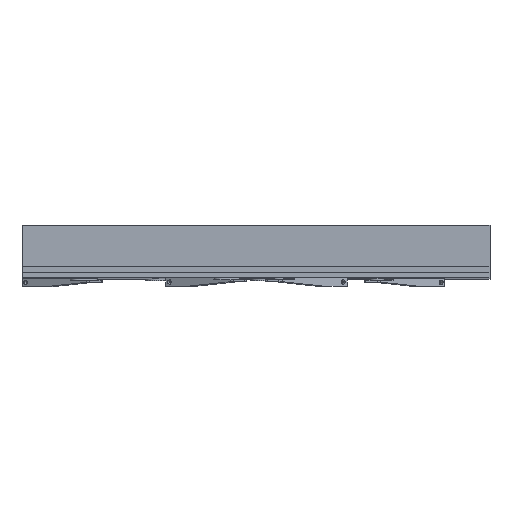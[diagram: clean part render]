
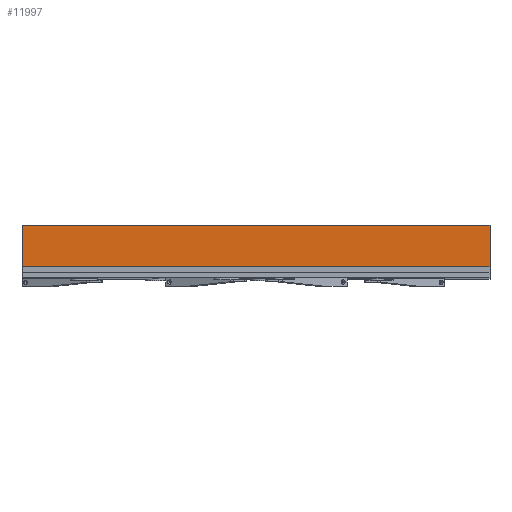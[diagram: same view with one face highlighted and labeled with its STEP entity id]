
A CAD part, top view. The second image highlights one B-rep face of the part: STEP entity #11997.
In plain terms, the highlighted planar face has unit normal (0, 0, 1).
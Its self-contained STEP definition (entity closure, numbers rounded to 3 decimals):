
#1093=PLANE('',#13063);
#1594=FACE_OUTER_BOUND('',#2435,.T.);
#2435=EDGE_LOOP('',(#10142,#10143,#10144,#10145));
#3554=LINE('',#21004,#4626);
#3555=LINE('',#21007,#4627);
#3556=LINE('',#21009,#4628);
#3557=LINE('',#21010,#4629);
#4626=VECTOR('',#15595,10.);
#4627=VECTOR('',#15598,10.);
#4628=VECTOR('',#15599,10.);
#4629=VECTOR('',#15600,10.);
#5971=VERTEX_POINT('',#20997);
#5974=VERTEX_POINT('',#21002);
#5975=VERTEX_POINT('',#21006);
#5976=VERTEX_POINT('',#21008);
#7447=EDGE_CURVE('',#5971,#5974,#3554,.T.);
#7448=EDGE_CURVE('',#5975,#5971,#3555,.T.);
#7449=EDGE_CURVE('',#5976,#5974,#3556,.T.);
#7450=EDGE_CURVE('',#5975,#5976,#3557,.T.);
#10142=ORIENTED_EDGE('',*,*,#7448,.T.);
#10143=ORIENTED_EDGE('',*,*,#7447,.T.);
#10144=ORIENTED_EDGE('',*,*,#7449,.F.);
#10145=ORIENTED_EDGE('',*,*,#7450,.F.);
#11997=ADVANCED_FACE('',(#1594),#1093,.T.);
#13063=AXIS2_PLACEMENT_3D('',#21005,#15596,#15597);
#15595=DIRECTION('',(0.,1.,0.));
#15596=DIRECTION('center_axis',(0.,0.,1.));
#15597=DIRECTION('ref_axis',(1.,0.,0.));
#15598=DIRECTION('',(1.,0.,0.));
#15599=DIRECTION('',(1.,0.,0.));
#15600=DIRECTION('',(0.,1.,0.));
#20997=CARTESIAN_POINT('',(0.,6.35,0.));
#21002=CARTESIAN_POINT('',(0.,56.35,0.));
#21004=CARTESIAN_POINT('',(0.,6.35,0.));
#21005=CARTESIAN_POINT('Origin',(-560.,6.35,0.));
#21006=CARTESIAN_POINT('',(-560.,6.35,0.));
#21007=CARTESIAN_POINT('',(-560.,6.35,0.));
#21008=CARTESIAN_POINT('',(-560.,56.35,0.));
#21009=CARTESIAN_POINT('',(-560.,56.35,0.));
#21010=CARTESIAN_POINT('',(-560.,6.35,0.));
